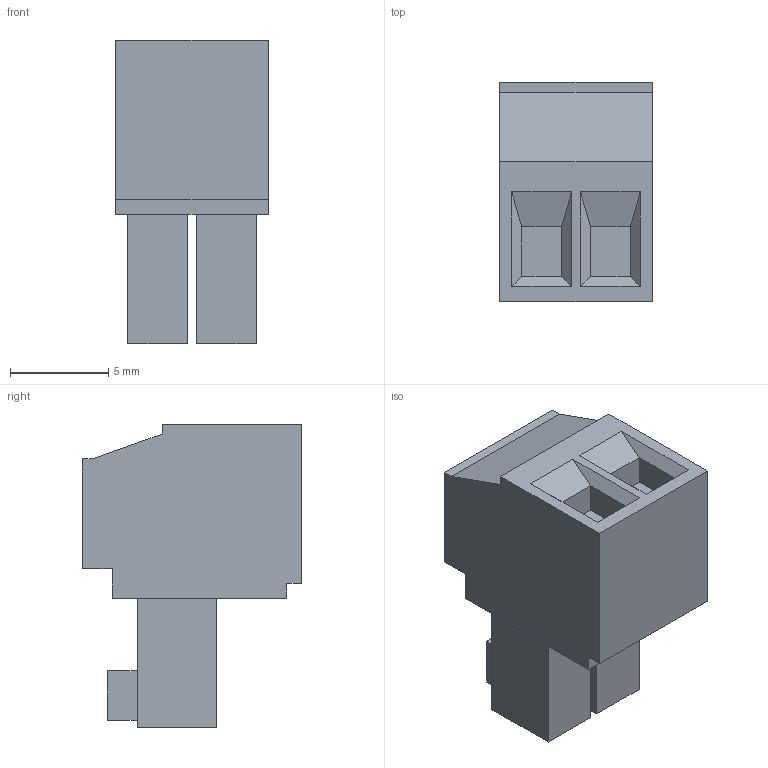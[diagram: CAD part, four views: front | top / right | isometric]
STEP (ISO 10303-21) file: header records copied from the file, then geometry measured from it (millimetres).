
FILE_DESCRIPTION((''),'2;1');
FILE_NAME('395000002','2015-01-12T',('me'),(''),'PRO/ENGINEER BY PARAMETRIC TECHNOLOGY CORPORATION, 2011490','PRO/ENGINEER BY PARAMETRIC TECHNOLOGY CORPORATION, 2011490','');
FILE_SCHEMA(('CONFIG_CONTROL_DESIGN'));
Length unit declared in the file: inch
Products named in the file (1): 395000002
Bounding box: 7.8 x 11.18 x 15.49 mm (x, y, z)
Volume: 825.3 mm3; surface area: 806.6 mm2
Topology: 1 solids, 1 shells, 103 faces, 249 edges, 166 vertices
Faces by surface type: plane 81, cylinder 18, cone 4
Entity records: 3004 total; most frequent: CARTESIAN_POINT 511, DIRECTION 501, ORIENTED_EDGE 490, EDGE_CURVE 245, VECTOR 205, LINE 205, VERTEX_POINT 158, AXIS2_PLACEMENT_3D 148
